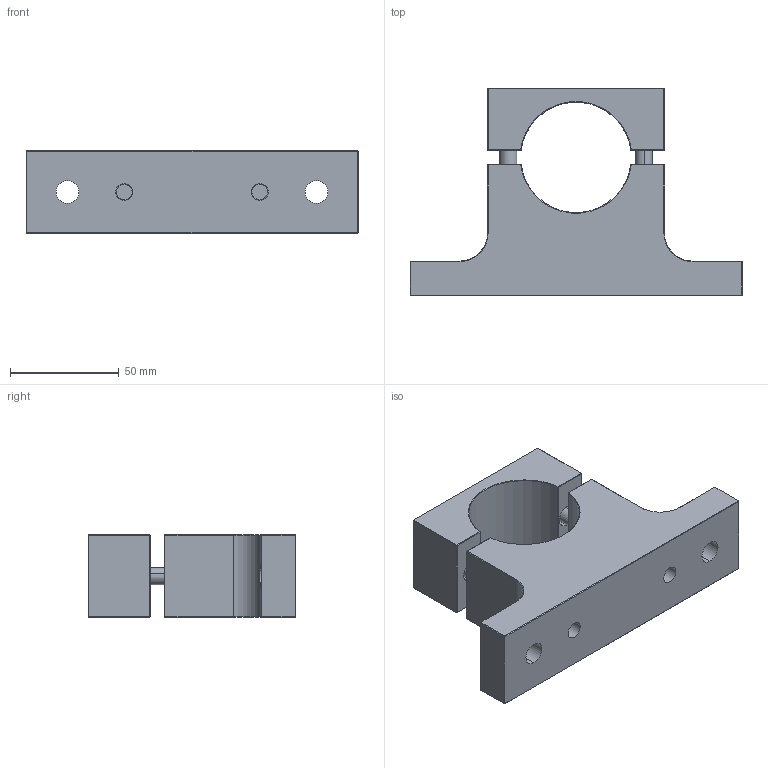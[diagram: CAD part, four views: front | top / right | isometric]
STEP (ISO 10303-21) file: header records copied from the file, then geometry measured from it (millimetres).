
FILE_DESCRIPTION (( 'STEP AP214' ), '1' );
FILE_NAME ('TMSS-32.step', '2017-08-09T17:55:40', ( '' ), ( '' ), 'SwSTEP 2.0', 'SolidWorks 2017', '' );
FILE_SCHEMA (( 'AUTOMOTIVE_DESIGN' ));
Length unit declared in the file: inch
Products named in the file (1): TMSS-32
Bounding box: 152.4 x 95.25 x 38.1 mm (x, y, z)
Volume: 246048.6 mm3; surface area: 47337.3 mm2
Topology: 4 solids, 4 shells, 164 faces, 346 edges, 196 vertices
Faces by surface type: plane 110, cylinder 30, cone 24
Entity records: 8035 total; most frequent: CARTESIAN_POINT 2371, DIRECTION 702, ORIENTED_EDGE 692, EDGE_CURVE 346, LINE 236, VECTOR 236, AXIS2_PLACEMENT_3D 233, VERTEX_POINT 196
